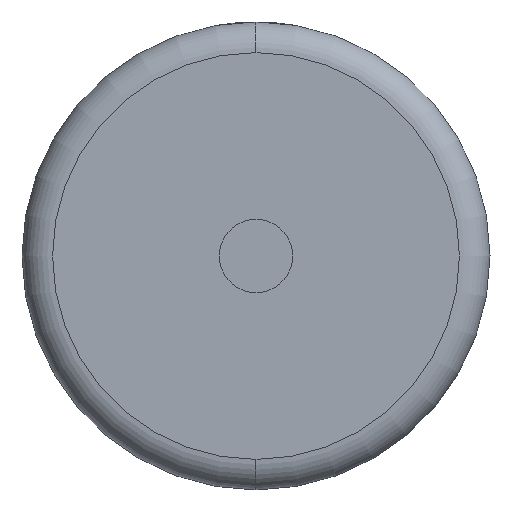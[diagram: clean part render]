
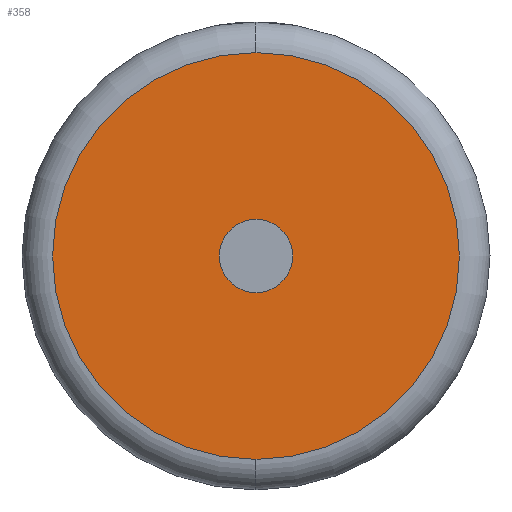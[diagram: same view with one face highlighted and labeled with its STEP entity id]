
A CAD part, left-side view. The second image highlights one B-rep face of the part: STEP entity #358.
In plain terms, the highlighted planar face has unit normal (-1, 0, 0).
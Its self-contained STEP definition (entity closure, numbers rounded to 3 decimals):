
#61 = VERTEX_POINT ( 'NONE', #2815 ) ;
#133 = EDGE_LOOP ( 'NONE', ( #1184, #3172 ) ) ;
#358 = ADVANCED_FACE ( 'NONE', ( #920, #2431 ), #2378, .F. ) ;
#661 = EDGE_LOOP ( 'NONE', ( #3247, #1806 ) ) ;
#801 = EDGE_CURVE ( 'NONE', #2092, #2423, #2598, .T. ) ;
#807 = CARTESIAN_POINT ( 'NONE',  ( 0., 0., 0. ) ) ;
#906 = CIRCLE ( 'NONE', #1364, 6. ) ;
#915 = CIRCLE ( 'NONE', #2703, 33.252 ) ;
#917 = EDGE_CURVE ( 'NONE', #61, #2824, #2938, .T. ) ;
#920 = FACE_OUTER_BOUND ( 'NONE', #133, .T. ) ;
#1119 = DIRECTION ( 'NONE',  ( 1., 0., 0. ) ) ;
#1129 = CARTESIAN_POINT ( 'NONE',  ( 0., 0., 0. ) ) ;
#1184 = ORIENTED_EDGE ( 'NONE', *, *, #801, .T. ) ;
#1364 = AXIS2_PLACEMENT_3D ( 'NONE', #2576, #3248, #2278 ) ;
#1586 = DIRECTION ( 'NONE',  ( 0., 0., -1. ) ) ;
#1659 = AXIS2_PLACEMENT_3D ( 'NONE', #1129, #2655, #2027 ) ;
#1779 = EDGE_CURVE ( 'NONE', #2423, #2092, #915, .T. ) ;
#1784 = AXIS2_PLACEMENT_3D ( 'NONE', #807, #1119, #2137 ) ;
#1806 = ORIENTED_EDGE ( 'NONE', *, *, #917, .F. ) ;
#1933 = DIRECTION ( 'NONE',  ( -1., 0., 0. ) ) ;
#2027 = DIRECTION ( 'NONE',  ( 0., 0., -1. ) ) ;
#2080 = AXIS2_PLACEMENT_3D ( 'NONE', #3563, #3207, #3548 ) ;
#2092 = VERTEX_POINT ( 'NONE', #2111 ) ;
#2111 = CARTESIAN_POINT ( 'NONE',  ( 0., 0., -33.252 ) ) ;
#2137 = DIRECTION ( 'NONE',  ( 0., 0., -1. ) ) ;
#2278 = DIRECTION ( 'NONE',  ( 0., 0., -1. ) ) ;
#2378 = PLANE ( 'NONE',  #1784 ) ;
#2423 = VERTEX_POINT ( 'NONE', #3132 ) ;
#2431 = FACE_BOUND ( 'NONE', #661, .T. ) ;
#2466 = EDGE_CURVE ( 'NONE', #2824, #61, #906, .T. ) ;
#2576 = CARTESIAN_POINT ( 'NONE',  ( 0., 0., 0. ) ) ;
#2598 = CIRCLE ( 'NONE', #2080, 33.252 ) ;
#2655 = DIRECTION ( 'NONE',  ( -1., 0., 0. ) ) ;
#2703 = AXIS2_PLACEMENT_3D ( 'NONE', #3781, #1933, #1586 ) ;
#2815 = CARTESIAN_POINT ( 'NONE',  ( 0., 0., 6. ) ) ;
#2824 = VERTEX_POINT ( 'NONE', #3369 ) ;
#2938 = CIRCLE ( 'NONE', #1659, 6. ) ;
#3132 = CARTESIAN_POINT ( 'NONE',  ( 0., 0., 33.252 ) ) ;
#3172 = ORIENTED_EDGE ( 'NONE', *, *, #1779, .T. ) ;
#3207 = DIRECTION ( 'NONE',  ( -1., 0., 0. ) ) ;
#3247 = ORIENTED_EDGE ( 'NONE', *, *, #2466, .F. ) ;
#3248 = DIRECTION ( 'NONE',  ( -1., 0., 0. ) ) ;
#3369 = CARTESIAN_POINT ( 'NONE',  ( 0., 0., -6. ) ) ;
#3548 = DIRECTION ( 'NONE',  ( 0., 0., -1. ) ) ;
#3563 = CARTESIAN_POINT ( 'NONE',  ( 0., 0., 0. ) ) ;
#3781 = CARTESIAN_POINT ( 'NONE',  ( 0., 0., 0. ) ) ;
